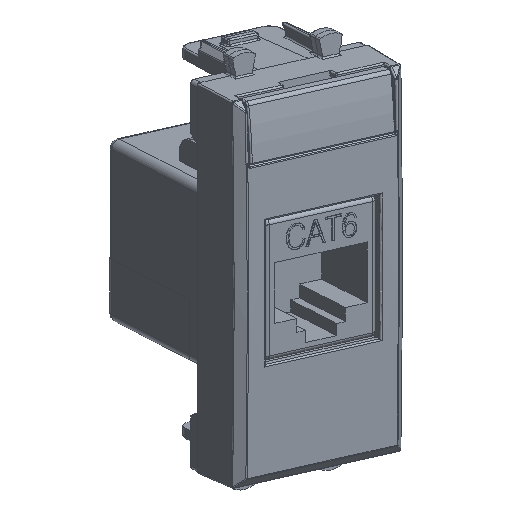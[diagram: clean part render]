
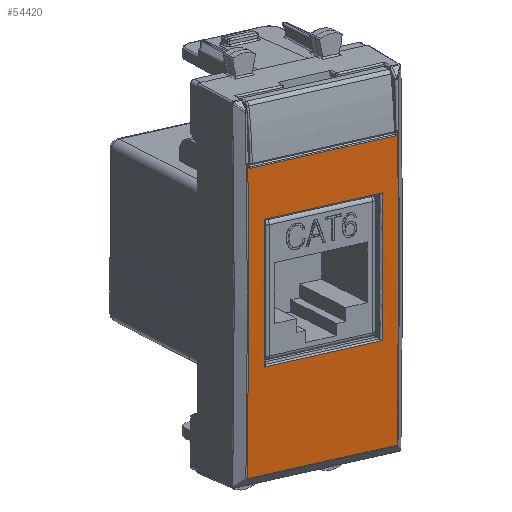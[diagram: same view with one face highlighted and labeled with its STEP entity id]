
A CAD part, top view. The second image highlights one B-rep face of the part: STEP entity #54420.
In plain terms, the highlighted cylindrical face has radius 825.133 mm (diameter 1650.27 mm), a partial arc.
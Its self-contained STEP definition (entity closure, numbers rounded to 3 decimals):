
#52253=CARTESIAN_POINT('Vertex',(-8.508,7.6,9.231)) ;
#52263=CARTESIAN_POINT('Vertex',(8.502,7.6,9.231)) ;
#52266=CARTESIAN_POINT('Axis2P3D Location',(0.,7.6,-815.858)) ;
#52290=CARTESIAN_POINT('Vertex',(-8.508,-7.6,9.231)) ;
#52293=CARTESIAN_POINT('Line Origine',(-8.508,0.,9.231)) ;
#52317=CARTESIAN_POINT('Vertex',(8.502,-7.6,9.231)) ;
#52320=CARTESIAN_POINT('Axis2P3D Location',(0.,-7.6,-815.858)) ;
#52337=CARTESIAN_POINT('Line Origine',(8.502,0.,9.231)) ;
#52644=CARTESIAN_POINT('Vertex',(-21.01,9.713,9.007)) ;
#52683=CARTESIAN_POINT('Vertex',(-21.01,-9.713,9.007)) ;
#52686=CARTESIAN_POINT('Line Origine',(-21.01,0.002,9.007)) ;
#53724=CARTESIAN_POINT('Vertex',(14.981,-9.709,9.139)) ;
#53728=CARTESIAN_POINT('Control Point',(14.981,-9.709,9.139)) ;
#53729=CARTESIAN_POINT('Control Point',(11.999,-9.708,9.193)) ;
#53730=CARTESIAN_POINT('Control Point',(9.016,-9.707,9.234)) ;
#53731=CARTESIAN_POINT('Control Point',(6.034,-9.706,9.261)) ;
#53732=CARTESIAN_POINT('Control Point',(-1.165,-9.705,9.294)) ;
#53733=CARTESIAN_POINT('Control Point',(-8.363,-9.706,9.249)) ;
#53734=CARTESIAN_POINT('Control Point',(-12.58,-9.708,9.195)) ;
#53735=CARTESIAN_POINT('Control Point',(-16.795,-9.71,9.115)) ;
#53736=CARTESIAN_POINT('Control Point',(-21.01,-9.713,9.007)) ;
#53856=CARTESIAN_POINT('Control Point',(14.981,9.709,9.139)) ;
#53857=CARTESIAN_POINT('Control Point',(11.519,9.708,9.202)) ;
#53858=CARTESIAN_POINT('Control Point',(8.056,9.706,9.247)) ;
#53859=CARTESIAN_POINT('Control Point',(4.594,9.706,9.273)) ;
#53860=CARTESIAN_POINT('Control Point',(-2.605,9.705,9.291)) ;
#53861=CARTESIAN_POINT('Control Point',(-9.804,9.707,9.229)) ;
#53862=CARTESIAN_POINT('Control Point',(-13.54,9.708,9.177)) ;
#53863=CARTESIAN_POINT('Control Point',(-17.275,9.71,9.103)) ;
#53864=CARTESIAN_POINT('Control Point',(-21.01,9.713,9.007)) ;
#53865=CARTESIAN_POINT('Vertex',(14.981,9.709,9.139)) ;
#54376=CARTESIAN_POINT('Axis2P3D Location',(0.,0.,-815.858)) ;
#54382=CARTESIAN_POINT('Control Point',(14.693,-9.364,9.144)) ;
#54383=CARTESIAN_POINT('Control Point',(14.693,-9.465,9.144)) ;
#54384=CARTESIAN_POINT('Control Point',(14.742,-9.566,9.143)) ;
#54385=CARTESIAN_POINT('Control Point',(14.818,-9.627,9.142)) ;
#54386=CARTESIAN_POINT('Control Point',(14.897,-9.676,9.141)) ;
#54387=CARTESIAN_POINT('Control Point',(14.981,-9.709,9.139)) ;
#54388=CARTESIAN_POINT('Vertex',(14.693,-9.364,9.144)) ;
#54391=CARTESIAN_POINT('Line Origine',(14.693,0.,9.144)) ;
#54395=CARTESIAN_POINT('Vertex',(14.693,9.364,9.144)) ;
#54399=CARTESIAN_POINT('Control Point',(14.981,9.709,9.139)) ;
#54400=CARTESIAN_POINT('Control Point',(14.897,9.676,9.141)) ;
#54401=CARTESIAN_POINT('Control Point',(14.818,9.627,9.142)) ;
#54402=CARTESIAN_POINT('Control Point',(14.742,9.567,9.143)) ;
#54403=CARTESIAN_POINT('Control Point',(14.693,9.465,9.144)) ;
#54404=CARTESIAN_POINT('Control Point',(14.693,9.364,9.144)) ;
#52267=DIRECTION('Axis2P3D Direction',(-0.,1.,0.)) ;
#52294=DIRECTION('Vector Direction',(0.,1.,0.)) ;
#52321=DIRECTION('Axis2P3D Direction',(-0.,1.,0.)) ;
#52338=DIRECTION('Vector Direction',(0.,1.,0.)) ;
#52687=DIRECTION('Vector Direction',(0.,-1.,0.)) ;
#54377=DIRECTION('Axis2P3D Direction',(0.,1.,-0.)) ;
#54378=DIRECTION('Axis2P3D XDirection',(-0.027,0.,1.)) ;
#54392=DIRECTION('Vector Direction',(0.,1.,0.)) ;
#52268=AXIS2_PLACEMENT_3D('Circle Axis2P3D',#52266,#52267,$) ;
#52322=AXIS2_PLACEMENT_3D('Circle Axis2P3D',#52320,#52321,$) ;
#54379=AXIS2_PLACEMENT_3D('Cylinder Axis2P3D',#54376,#54377,#54378) ;
#54407=ORIENTED_EDGE('',*,*,#53867,.T.) ;
#54408=ORIENTED_EDGE('',*,*,#52690,.T.) ;
#54409=ORIENTED_EDGE('',*,*,#53737,.T.) ;
#54410=ORIENTED_EDGE('',*,*,#54390,.F.) ;
#54411=ORIENTED_EDGE('',*,*,#54397,.F.) ;
#54412=ORIENTED_EDGE('',*,*,#54405,.F.) ;
#54415=ORIENTED_EDGE('',*,*,#52270,.F.) ;
#54416=ORIENTED_EDGE('',*,*,#52341,.F.) ;
#54417=ORIENTED_EDGE('',*,*,#52324,.F.) ;
#54418=ORIENTED_EDGE('',*,*,#52297,.F.) ;
#54419=FACE_BOUND('',#54414,.T.) ;
#52295=VECTOR('Line Direction',#52294,1.) ;
#52339=VECTOR('Line Direction',#52338,1.) ;
#52688=VECTOR('Line Direction',#52687,1.) ;
#54393=VECTOR('Line Direction',#54392,1.) ;
#54420=ADVANCED_FACE('PartBody',(#54413,#54419),#54380,.T.) ;
#53727=B_SPLINE_CURVE_WITH_KNOTS('',5,(#53728,#53729,#53730,#53731,#53732,#53733,#53734,#53735,#53736),.UNSPECIFIED.,.F.,.U.,(6,3,6),(27.941,53.758,90.254),.UNSPECIFIED.) ;
#53855=B_SPLINE_CURVE_WITH_KNOTS('',5,(#53856,#53857,#53858,#53859,#53860,#53861,#53862,#53863,#53864),.UNSPECIFIED.,.F.,.U.,(6,3,6),(28.088,58.061,90.402),.UNSPECIFIED.) ;
#54381=B_SPLINE_CURVE_WITH_KNOTS('',5,(#54382,#54383,#54384,#54385,#54386,#54387),.UNSPECIFIED.,.F.,.U.,(6,6),(1.47,2.036),.UNSPECIFIED.) ;
#54398=B_SPLINE_CURVE_WITH_KNOTS('',5,(#54399,#54400,#54401,#54402,#54403,#54404),.UNSPECIFIED.,.F.,.U.,(6,6),(1.687,2.254),.UNSPECIFIED.) ;
#52269=CIRCLE('generated circle',#52268,825.133) ;
#52323=CIRCLE('generated circle',#52322,825.133) ;
#54380=CYLINDRICAL_SURFACE('generated cylinder',#54379,825.133) ;
#52270=EDGE_CURVE('',#52264,#52254,#52269,.F.) ;
#52297=EDGE_CURVE('',#52254,#52291,#52296,.F.) ;
#52324=EDGE_CURVE('',#52291,#52318,#52323,.T.) ;
#52341=EDGE_CURVE('',#52318,#52264,#52340,.T.) ;
#52690=EDGE_CURVE('',#52645,#52684,#52689,.T.) ;
#53737=EDGE_CURVE('',#52684,#53725,#53727,.F.) ;
#53867=EDGE_CURVE('',#53866,#52645,#53855,.T.) ;
#54390=EDGE_CURVE('',#54389,#53725,#54381,.T.) ;
#54397=EDGE_CURVE('',#54396,#54389,#54394,.F.) ;
#54405=EDGE_CURVE('',#53866,#54396,#54398,.T.) ;
#54406=EDGE_LOOP('',(#54407,#54408,#54409,#54410,#54411,#54412)) ;
#54414=EDGE_LOOP('',(#54415,#54416,#54417,#54418)) ;
#54413=FACE_OUTER_BOUND('',#54406,.T.) ;
#52296=LINE('Line',#52293,#52295) ;
#52340=LINE('Line',#52337,#52339) ;
#52689=LINE('Line',#52686,#52688) ;
#54394=LINE('Line',#54391,#54393) ;
#52254=VERTEX_POINT('',#52253) ;
#52264=VERTEX_POINT('',#52263) ;
#52291=VERTEX_POINT('',#52290) ;
#52318=VERTEX_POINT('',#52317) ;
#52645=VERTEX_POINT('',#52644) ;
#52684=VERTEX_POINT('',#52683) ;
#53725=VERTEX_POINT('',#53724) ;
#53866=VERTEX_POINT('',#53865) ;
#54389=VERTEX_POINT('',#54388) ;
#54396=VERTEX_POINT('',#54395) ;
